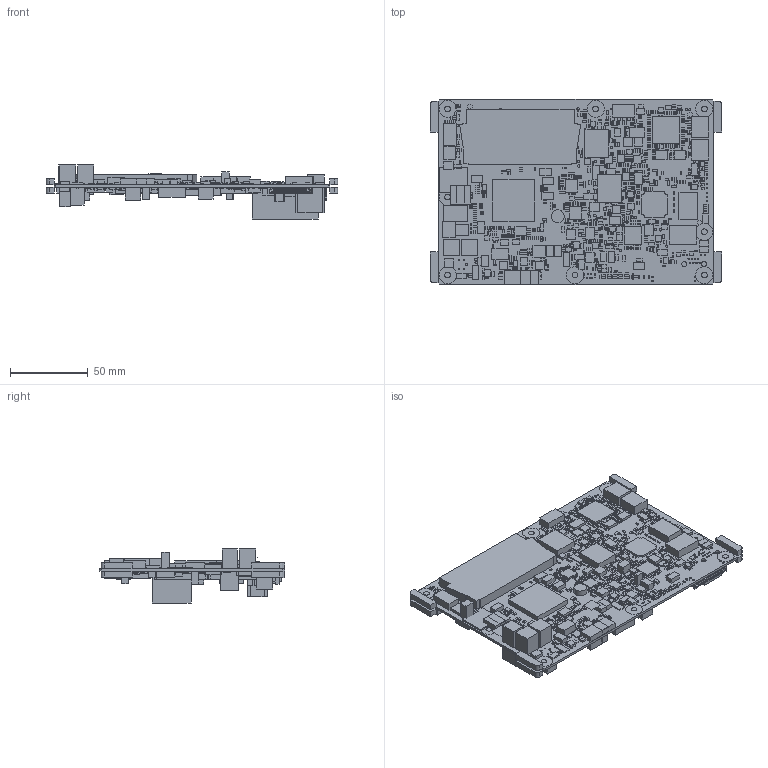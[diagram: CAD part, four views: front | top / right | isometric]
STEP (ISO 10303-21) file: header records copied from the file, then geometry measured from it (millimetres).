
FILE_DESCRIPTION(/* description */ ('PCB Design'),/* implementation_level */ '2;1');
FILE_NAME(/* name */ '153341-OpenCellular-Connect-1-GBCv2_pcb_20180924-2030_temp',/* time_stamp */ '2018-09-26T18:28:56+06:00',/* author */ ('krishnabs'),/* organization */ (''),/* preprocessor_version */ 'ST-DEVELOPER v15',/* originating_system */ 'allegro_16.6-2015S101',/* authorisation */ '');
FILE_SCHEMA (('AUTOMOTIVE_DESIGN'));
Products named in the file (143): 153341-OPENCELLULAR-CONNECT-1-GBCV2_PCB_20180924-2030_TEMP; BOARD; COMPONENTS; HIROSE_FX22-40S-0P5SH; R1812; SON40P135X170X55-9N; MSOP16-050-0504LH; 9774030151R; 9774030243R; SKT_MPCIE_HALF_52P_RNUT_PLATED_5P2H_HOLE; SKT_MPCIE_HALF_52P_RNUT_PLATED_5P2H_HOLE_TH; ID-BOARD; QFN_16; SO8; CON-HRS-UFL; C0402; TH_PITCH2P54MMXLENGTH5P84MM; IND_SLR1050A; TP_50; MTG370_800; C0402-BGA; SMD-5MM; R2512; SMDHD-2P54-4; IND6060X280; SOD882; SSOP8_65MM_3W; SC70-6; TSSOP14-P065; JST_B2B-PH-K-S-LF-SN; LATCH_MM60-JAE; 91601-306LF; SFH-4059-RS; DF33C-4DP-330DSA; QFN10-050-2020L; MSOP12-065-0504LH; SQFN36-050-0606LH; UE25BE5510H; RJHSE3081; KSZ9897S ...
Assembly tree (2121 placements, depth 4):
  153341-OPENCELLULAR-CONNECT-1-GBCV2_PCB_20180924-2030_TEMP
    BOARD
    COMPONENTS
      HIROSE_FX22-40S-0P5SH
        FX22-40S-0.5SH
      R1812  x12
      SON40P135X170X55-9N  x5
      MSOP16-050-0504LH
      9774030151R
      9774030243R
      SKT_MPCIE_HALF_52P_RNUT_PLATED_5P2H_HOLE
      SKT_MPCIE_HALF_52P_RNUT_PLATED_5P2H_HOLE_TH
      ID-BOARD  x6
      QFN_16
      SO8
      CON-HRS-UFL  x2
      C0402  x495
      TH_PITCH2P54MMXLENGTH5P84MM  x2
      IND_SLR1050A
      TP_50  x61
      MTG370_800  x8
      C0402-BGA  x206
      SMD-5MM  x2
      R2512  x5
      SMDHD-2P54-4
      IND6060X280  x2
      SOD882  x2
      SSOP8_65MM_3W
      SC70-6  x3
      TSSOP14-P065  x3
      JST_B2B-PH-K-S-LF-SN
      LATCH_MM60-JAE  x2
      91601-306LF  x2
      SFH-4059-RS
      DF33C-4DP-330DSA
      QFN10-050-2020L
      MSOP12-065-0504LH
      SQFN36-050-0606LH
      UE25BE5510H
      RJHSE3081
      KSZ9897S
      PG-VQFN-32-13
      IDT82P33913-1
      XTAL205X120X60N  x2
      TETALSANF-25
      DDR4-SO-DIMM-260
      SOT-23-THIN
      VSSOP8-05-3
      QFN44-05P-7X7  x2
      BAT_CR-1220HFN  x2
      DIP_SW1
      R0603  x21
      R0805  x6
      R1206  x4
      SMT_4P45MMX4P06MMX2MM
      IND690690X400
      WURTH_744777910
      IND_XAL7070
      IND3838X190  x3
      SAMTEC_TSW-102-07-T-S  x2
Bounding box: 187.8 x 119.38 x 34.84 mm (x, y, z)
Volume: 474.1 mm3; surface area: 131040.7 mm2
Topology: 1 solids, 2137 shells, 13689 faces, 30470 edges, 18829 vertices
Faces by surface type: plane 13108, cylinder 573, torus 4, sphere 4
Entity records: 77035 total; most frequent: DIRECTION 11220, ORIENTED_EDGE 9450, CARTESIAN_POINT 9194, AXIS2_PLACEMENT_3D 7001, EDGE_CURVE 4979, VECTOR 4047, LINE 4047, VERTEX_POINT 3649
